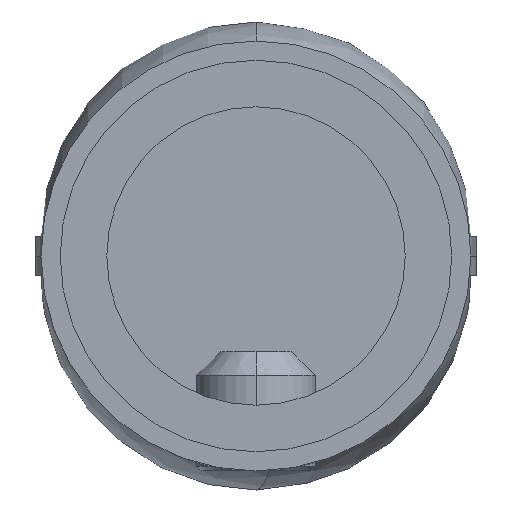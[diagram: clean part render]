
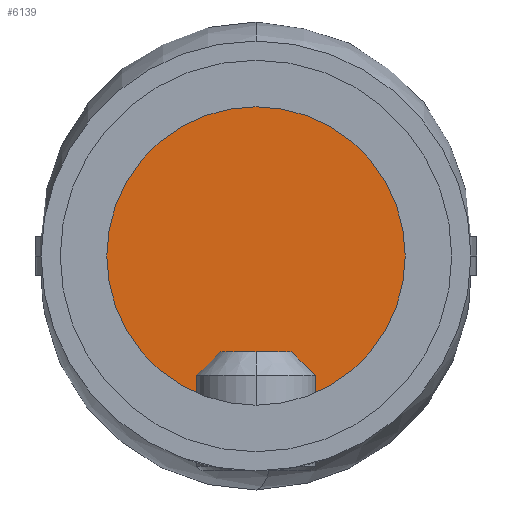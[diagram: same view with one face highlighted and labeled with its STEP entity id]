
A CAD part, left-side view. The second image highlights one B-rep face of the part: STEP entity #6139.
In plain terms, the highlighted face is planar.
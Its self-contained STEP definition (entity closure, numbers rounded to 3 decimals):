
#87 = DIRECTION ( 'NONE',  ( 1., 0., 0. ) ) ;
#142 = CIRCLE ( 'NONE', #5400, 8. ) ;
#358 = DIRECTION ( 'NONE',  ( 1., 0., 0. ) ) ;
#540 = PLANE ( 'NONE',  #5238 ) ;
#601 = CARTESIAN_POINT ( 'NONE',  ( 8., 0., 0.8 ) ) ;
#674 = CIRCLE ( 'NONE', #2043, 8. ) ;
#676 = EDGE_CURVE ( 'NONE', #4010, #1466, #674, .T. ) ;
#1466 = VERTEX_POINT ( 'NONE', #5729 ) ;
#1941 = CARTESIAN_POINT ( 'NONE',  ( 0., 0., 0.8 ) ) ;
#2043 = AXIS2_PLACEMENT_3D ( 'NONE', #4604, #3720, #358 ) ;
#2147 = EDGE_CURVE ( 'NONE', #1466, #4010, #142, .T. ) ;
#2540 = DIRECTION ( 'NONE',  ( 0., 0., -1. ) ) ;
#2904 = DIRECTION ( 'NONE',  ( 0., 0., 1. ) ) ;
#3152 = ORIENTED_EDGE ( 'NONE', *, *, #2147, .F. ) ;
#3720 = DIRECTION ( 'NONE',  ( 0., 0., -1. ) ) ;
#3917 = CARTESIAN_POINT ( 'NONE',  ( 0., 0., 0.8 ) ) ;
#4010 = VERTEX_POINT ( 'NONE', #601 ) ;
#4330 = FACE_OUTER_BOUND ( 'NONE', #5998, .T. ) ;
#4604 = CARTESIAN_POINT ( 'NONE',  ( 0., 0., 0.8 ) ) ;
#4913 = ORIENTED_EDGE ( 'NONE', *, *, #676, .F. ) ;
#5238 = AXIS2_PLACEMENT_3D ( 'NONE', #1941, #2904, #87 ) ;
#5400 = AXIS2_PLACEMENT_3D ( 'NONE', #3917, #2540, #5806 ) ;
#5729 = CARTESIAN_POINT ( 'NONE',  ( -8., 0., 0.8 ) ) ;
#5806 = DIRECTION ( 'NONE',  ( 1., 0., 0. ) ) ;
#5998 = EDGE_LOOP ( 'NONE', ( #4913, #3152 ) ) ;
#6139 = ADVANCED_FACE ( 'NONE', ( #4330 ), #540, .T. ) ;
